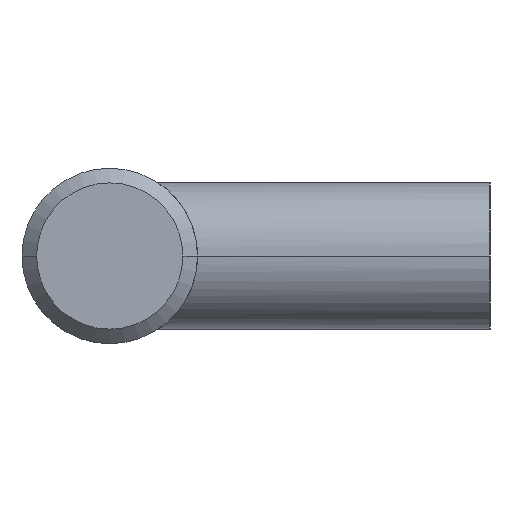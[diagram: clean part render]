
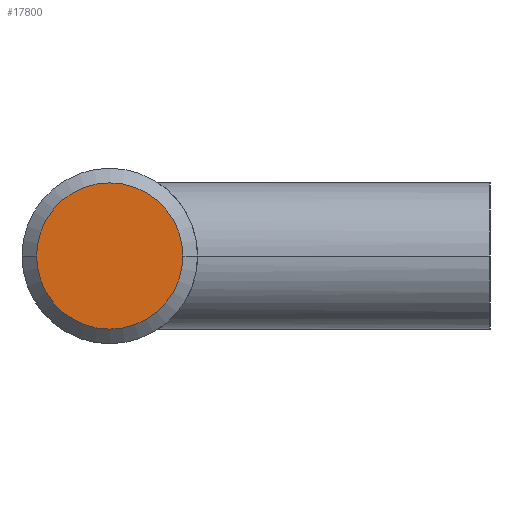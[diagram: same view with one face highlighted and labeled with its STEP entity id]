
A CAD part, left-side view. The second image highlights one B-rep face of the part: STEP entity #17800.
In plain terms, the highlighted planar face has unit normal (-1, 0, 0).
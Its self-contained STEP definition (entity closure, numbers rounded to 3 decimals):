
#17600=CARTESIAN_POINT('',(-73.,33.2,11.3));
#17610=DIRECTION('',(1.,0.,0.));
#17620=DIRECTION('',(0.,0.,-1.));
#17630=AXIS2_PLACEMENT_3D('',#17600,#17610,#17620);
#17640=PLANE('',#17630);
#17650=CARTESIAN_POINT('',(-73.,26.,0.));
#17660=DIRECTION('',(-1.,0.,0.));
#17670=DIRECTION('',(0.,1.,0.));
#17680=AXIS2_PLACEMENT_3D('',#17650,#17660,#17670);
#17690=CIRCLE('',#17680,5.);
#17700=CARTESIAN_POINT('',(-73.,31.,0.));
#17710=VERTEX_POINT('',#17700);
#17720=CARTESIAN_POINT('',(-73.,21.,0.));
#17730=VERTEX_POINT('',#17720);
#17740=EDGE_CURVE('',#17710,#17730,#17690,.T.);
#17750=ORIENTED_EDGE('',*,*,#17740,.T.);
#17760=EDGE_CURVE('',#17730,#17710,#17690,.T.);
#17770=ORIENTED_EDGE('',*,*,#17760,.T.);
#17780=EDGE_LOOP('',(#17770,#17750));
#17790=FACE_OUTER_BOUND('',#17780,.T.);
#17800=ADVANCED_FACE('',(#17790),#17640,.F.);
